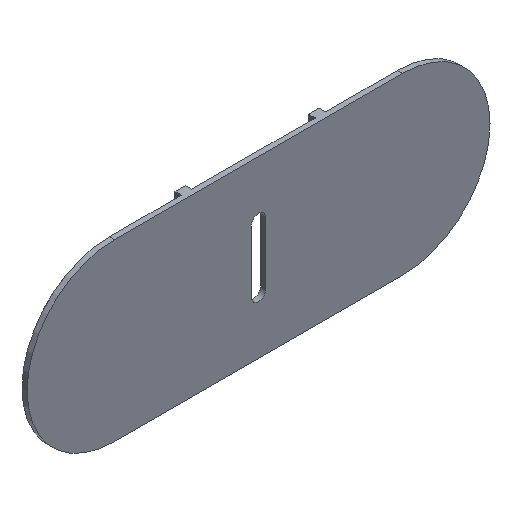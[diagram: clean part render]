
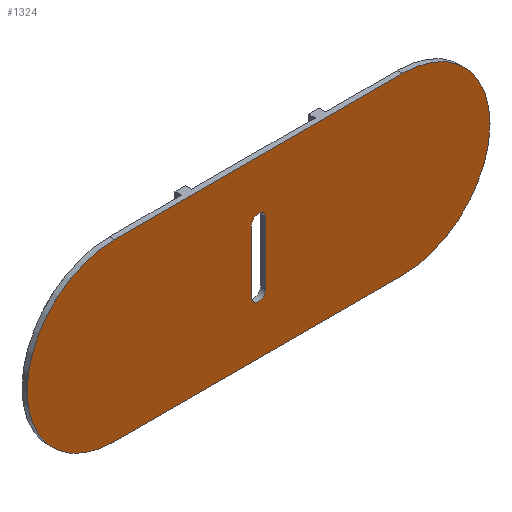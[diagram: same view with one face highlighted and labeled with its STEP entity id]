
A CAD part, isometric view. The second image highlights one B-rep face of the part: STEP entity #1324.
In plain terms, the highlighted planar face has unit normal (0, -1, 0).
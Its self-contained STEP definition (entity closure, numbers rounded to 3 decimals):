
#85 = LINE ( 'NONE', #1460, #254 ) ;
#94 = DIRECTION ( 'NONE',  ( 0., 0., 1. ) ) ;
#125 = CARTESIAN_POINT ( 'NONE',  ( 0., 0., -15. ) ) ;
#127 = EDGE_CURVE ( 'NONE', #1206, #839, #2193, .T. ) ;
#170 = CIRCLE ( 'NONE', #1438, 42.5 ) ;
#174 = VECTOR ( 'NONE', #604, 1000. ) ;
#188 = CARTESIAN_POINT ( 'NONE',  ( 0., 0., 18.5 ) ) ;
#199 = ORIENTED_EDGE ( 'NONE', *, *, #2202, .T. ) ;
#206 = ORIENTED_EDGE ( 'NONE', *, *, #127, .T. ) ;
#218 = CIRCLE ( 'NONE', #1681, 42.5 ) ;
#242 = DIRECTION ( 'NONE',  ( 0., 0., 1. ) ) ;
#253 = DIRECTION ( 'NONE',  ( 0., 1., 0. ) ) ;
#254 = VECTOR ( 'NONE', #1128, 1000. ) ;
#258 = ORIENTED_EDGE ( 'NONE', *, *, #515, .T. ) ;
#268 = VERTEX_POINT ( 'NONE', #1527 ) ;
#302 = DIRECTION ( 'NONE',  ( 0., 0., 1. ) ) ;
#447 = ORIENTED_EDGE ( 'NONE', *, *, #2169, .F. ) ;
#515 = EDGE_CURVE ( 'NONE', #2094, #1539, #886, .T. ) ;
#572 = AXIS2_PLACEMENT_3D ( 'NONE', #125, #2002, #302 ) ;
#592 = VERTEX_POINT ( 'NONE', #1281 ) ;
#600 = DIRECTION ( 'NONE',  ( 0., 1., 0. ) ) ;
#604 = DIRECTION ( 'NONE',  ( 1., 0., 0. ) ) ;
#684 = ORIENTED_EDGE ( 'NONE', *, *, #1546, .T. ) ;
#739 = ORIENTED_EDGE ( 'NONE', *, *, #1995, .T. ) ;
#745 = DIRECTION ( 'NONE',  ( 0., 1., 0. ) ) ;
#765 = CARTESIAN_POINT ( 'NONE',  ( 70., 0., 0. ) ) ;
#767 = CARTESIAN_POINT ( 'NONE',  ( 3.5, 0., -15. ) ) ;
#806 = CARTESIAN_POINT ( 'NONE',  ( 0., 0., 15. ) ) ;
#839 = VERTEX_POINT ( 'NONE', #2120 ) ;
#859 = DIRECTION ( 'NONE',  ( -1., 0., 0. ) ) ;
#886 = CIRCLE ( 'NONE', #1290, 3.5 ) ;
#922 = VECTOR ( 'NONE', #1492, 1000. ) ;
#946 = CARTESIAN_POINT ( 'NONE',  ( 0., 0., -42.5 ) ) ;
#948 = CARTESIAN_POINT ( 'NONE',  ( -70., 0., 0. ) ) ;
#1019 = ORIENTED_EDGE ( 'NONE', *, *, #1854, .F. ) ;
#1069 = CARTESIAN_POINT ( 'NONE',  ( 0., 0., 42.5 ) ) ;
#1074 = AXIS2_PLACEMENT_3D ( 'NONE', #1660, #600, #1832 ) ;
#1110 = AXIS2_PLACEMENT_3D ( 'NONE', #1777, #1982, #242 ) ;
#1128 = DIRECTION ( 'NONE',  ( 0., 0., -1. ) ) ;
#1206 = VERTEX_POINT ( 'NONE', #2091 ) ;
#1281 = CARTESIAN_POINT ( 'NONE',  ( 70., 0., 42.5 ) ) ;
#1282 = CARTESIAN_POINT ( 'NONE',  ( 3.5, 0., 15. ) ) ;
#1290 = AXIS2_PLACEMENT_3D ( 'NONE', #806, #2006, #2177 ) ;
#1324 = ADVANCED_FACE ( 'NONE', ( #1449, #2149 ), #1991, .F. ) ;
#1425 = VERTEX_POINT ( 'NONE', #1946 ) ;
#1438 = AXIS2_PLACEMENT_3D ( 'NONE', #948, #745, #94 ) ;
#1449 = FACE_BOUND ( 'NONE', #1534, .T. ) ;
#1460 = CARTESIAN_POINT ( 'NONE',  ( 3.5, 0., 15. ) ) ;
#1483 = DIRECTION ( 'NONE',  ( 0., 0., 1. ) ) ;
#1492 = DIRECTION ( 'NONE',  ( 0., 0., 1. ) ) ;
#1499 = VERTEX_POINT ( 'NONE', #1746 ) ;
#1511 = CARTESIAN_POINT ( 'NONE',  ( -3.5, 0., 15. ) ) ;
#1527 = CARTESIAN_POINT ( 'NONE',  ( -70., 0., -42.5 ) ) ;
#1534 = EDGE_LOOP ( 'NONE', ( #206, #684, #258, #2074, #739 ) ) ;
#1539 = VERTEX_POINT ( 'NONE', #1282 ) ;
#1546 = EDGE_CURVE ( 'NONE', #839, #2094, #2037, .T. ) ;
#1660 = CARTESIAN_POINT ( 'NONE',  ( 0., 0., 15. ) ) ;
#1681 = AXIS2_PLACEMENT_3D ( 'NONE', #765, #253, #1483 ) ;
#1713 = LINE ( 'NONE', #1069, #2118 ) ;
#1746 = CARTESIAN_POINT ( 'NONE',  ( 70., 0., -42.5 ) ) ;
#1777 = CARTESIAN_POINT ( 'NONE',  ( 0., 0., 0. ) ) ;
#1782 = ORIENTED_EDGE ( 'NONE', *, *, #2093, .T. ) ;
#1832 = DIRECTION ( 'NONE',  ( 0., 0., 1. ) ) ;
#1841 = VERTEX_POINT ( 'NONE', #767 ) ;
#1854 = EDGE_CURVE ( 'NONE', #268, #1425, #170, .T. ) ;
#1872 = EDGE_CURVE ( 'NONE', #1539, #1841, #85, .T. ) ;
#1946 = CARTESIAN_POINT ( 'NONE',  ( -70., 0., 42.5 ) ) ;
#1982 = DIRECTION ( 'NONE',  ( 0., 1., 0. ) ) ;
#1991 = PLANE ( 'NONE',  #1110 ) ;
#1995 = EDGE_CURVE ( 'NONE', #1841, #1206, #2042, .T. ) ;
#2002 = DIRECTION ( 'NONE',  ( 0., 1., 0. ) ) ;
#2006 = DIRECTION ( 'NONE',  ( 0., 1., 0. ) ) ;
#2037 = CIRCLE ( 'NONE', #1074, 3.5 ) ;
#2042 = CIRCLE ( 'NONE', #572, 3.5 ) ;
#2074 = ORIENTED_EDGE ( 'NONE', *, *, #1872, .T. ) ;
#2076 = EDGE_LOOP ( 'NONE', ( #1019, #199, #447, #1782 ) ) ;
#2091 = CARTESIAN_POINT ( 'NONE',  ( -3.5, 0., -15. ) ) ;
#2093 = EDGE_CURVE ( 'NONE', #592, #1425, #1713, .T. ) ;
#2094 = VERTEX_POINT ( 'NONE', #188 ) ;
#2114 = LINE ( 'NONE', #946, #174 ) ;
#2118 = VECTOR ( 'NONE', #859, 1000. ) ;
#2120 = CARTESIAN_POINT ( 'NONE',  ( -3.5, 0., 15. ) ) ;
#2149 = FACE_OUTER_BOUND ( 'NONE', #2076, .T. ) ;
#2169 = EDGE_CURVE ( 'NONE', #592, #1499, #218, .T. ) ;
#2177 = DIRECTION ( 'NONE',  ( 0., 0., 1. ) ) ;
#2193 = LINE ( 'NONE', #1511, #922 ) ;
#2202 = EDGE_CURVE ( 'NONE', #268, #1499, #2114, .T. ) ;
